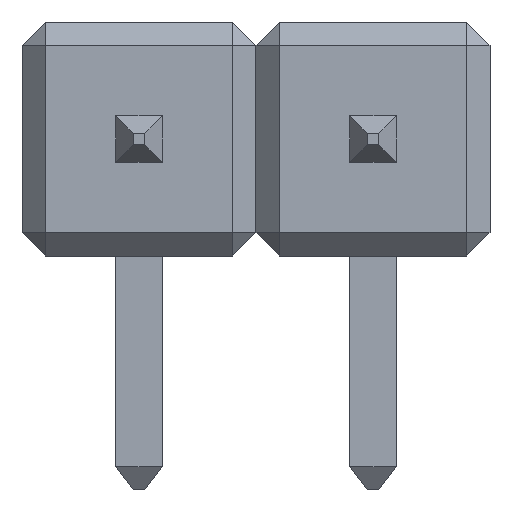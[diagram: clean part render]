
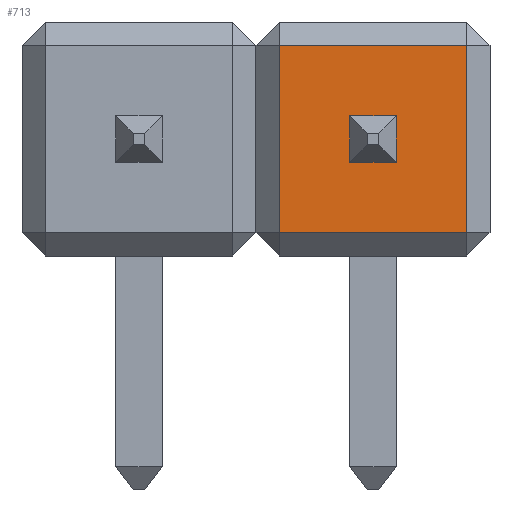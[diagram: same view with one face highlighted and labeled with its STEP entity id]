
A CAD part, front view. The second image highlights one B-rep face of the part: STEP entity #713.
In plain terms, the highlighted planar face has unit normal (0, -1, 0).
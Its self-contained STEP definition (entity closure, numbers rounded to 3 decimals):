
#713=ADVANCED_FACE('',(#1420),#1422,.T.);
#1420=FACE_BOUND('',#1421,.T.);
#1421=EDGE_LOOP('',(#1863,#1864,#1865,#1866));
#1422=PLANE('',#1423);
#1423=AXIS2_PLACEMENT_3D('',#1424,#1425,#1426);
#1424=CARTESIAN_POINT('',(0.,-3.048,0.));
#1425=DIRECTION('',(0.,-1.,0.));
#1426=DIRECTION('',(0.,0.,-1.));
#1863=ORIENTED_EDGE('',*,*,#2259,.F.);
#1864=ORIENTED_EDGE('',*,*,#2235,.T.);
#1865=ORIENTED_EDGE('',*,*,#2238,.T.);
#1866=ORIENTED_EDGE('',*,*,#2247,.T.);
#2235=EDGE_CURVE('',#2857,#2854,#2858,.T.);
#2238=EDGE_CURVE('',#2854,#2862,#2863,.T.);
#2247=EDGE_CURVE('',#2862,#2874,#2877,.T.);
#2259=EDGE_CURVE('',#2857,#2874,#2893,.T.);
#2854=VERTEX_POINT('',#3038);
#2857=VERTEX_POINT('',#3045);
#2858=LINE('',#3046,#3047);
#2862=VERTEX_POINT('',#3056);
#2863=LINE('',#3057,#3058);
#2874=VERTEX_POINT('',#3084);
#2877=LINE('',#3089,#3090);
#2893=LINE('',#3129,#3130);
#3038=CARTESIAN_POINT('',(4.064,-3.048,2.286));
#3045=CARTESIAN_POINT('',(6.096,-3.048,2.286));
#3046=CARTESIAN_POINT('',(6.096,-3.048,2.286));
#3047=VECTOR('',#3048,1.);
#3048=DIRECTION('',(-1.,0.,0.));
#3056=CARTESIAN_POINT('',(4.064,-3.048,0.254));
#3057=CARTESIAN_POINT('',(4.064,-3.048,2.286));
#3058=VECTOR('',#3059,1.);
#3059=DIRECTION('',(0.,0.,-1.));
#3084=CARTESIAN_POINT('',(6.096,-3.048,0.254));
#3089=CARTESIAN_POINT('',(4.064,-3.048,0.254));
#3090=VECTOR('',#3091,1.);
#3091=DIRECTION('',(1.,0.,0.));
#3129=CARTESIAN_POINT('',(6.096,-3.048,2.286));
#3130=VECTOR('',#3131,1.);
#3131=DIRECTION('',(0.,0.,-1.));
